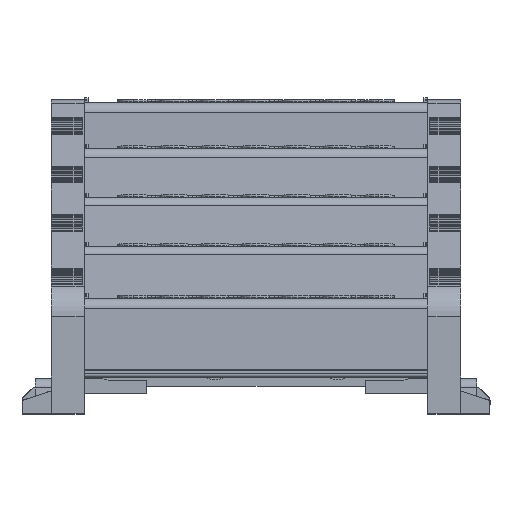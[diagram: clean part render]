
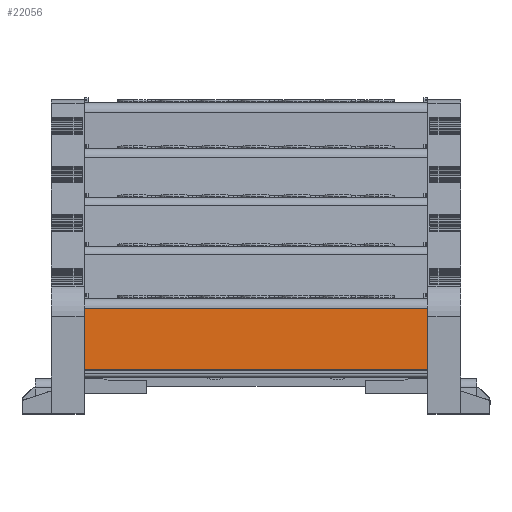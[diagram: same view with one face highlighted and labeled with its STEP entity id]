
A CAD part, top view. The second image highlights one B-rep face of the part: STEP entity #22056.
In plain terms, the highlighted planar face has unit normal (0, 0.018, 1).
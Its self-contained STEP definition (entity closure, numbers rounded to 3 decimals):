
#737 = VECTOR ( 'NONE', #55461, 1000. ) ;
#16910 = EDGE_CURVE ( 'NONE', #43143, #43106, #46279, .T. ) ;
#20988 = EDGE_CURVE ( 'NONE', #118500, #43143, #75871, .T. ) ;
#21057 = EDGE_CURVE ( 'NONE', #118340, #118500, #75909, .T. ) ;
#22056 = ADVANCED_FACE ( 'NONE', ( #140338 ), #140254, .T. ) ;
#23132 = EDGE_CURVE ( 'NONE', #43106, #118340, #55488, .T. ) ;
#24238 = ORIENTED_EDGE ( 'NONE', *, *, #23132, .T. ) ;
#24249 = ORIENTED_EDGE ( 'NONE', *, *, #21057, .T. ) ;
#24262 = ORIENTED_EDGE ( 'NONE', *, *, #20988, .T. ) ;
#24315 = ORIENTED_EDGE ( 'NONE', *, *, #16910, .T. ) ;
#43106 = VERTEX_POINT ( 'NONE', #128621 ) ;
#43143 = VERTEX_POINT ( 'NONE', #128786 ) ;
#45803 = EDGE_LOOP ( 'NONE', ( #24238, #24249, #24262, #24315 ) ) ;
#46214 = CARTESIAN_POINT ( 'NONE',  ( 43.669, 101.983, -275.09 ) ) ;
#46232 = DIRECTION ( 'NONE',  ( 1., 0., 0. ) ) ;
#46279 = LINE ( 'NONE', #46214, #50806 ) ;
#50806 = VECTOR ( 'NONE', #46232, 1000. ) ;
#55461 = DIRECTION ( 'NONE',  ( 0., 1., -0.017 ) ) ;
#55484 = CARTESIAN_POINT ( 'NONE',  ( 44.197, 113.509, -275.292 ) ) ;
#55488 = LINE ( 'NONE', #55484, #737 ) ;
#74729 = VECTOR ( 'NONE', #75891, 1000. ) ;
#74785 = VECTOR ( 'NONE', #75955, 1000. ) ;
#74858 = AXIS2_PLACEMENT_3D ( 'NONE', #140219, #140224, #140226 ) ;
#75871 = LINE ( 'NONE', #75898, #74729 ) ;
#75891 = DIRECTION ( 'NONE',  ( 0., -1., 0.017 ) ) ;
#75898 = CARTESIAN_POINT ( 'NONE',  ( -60.803, 113.509, -275.292 ) ) ;
#75909 = LINE ( 'NONE', #75988, #74785 ) ;
#75955 = DIRECTION ( 'NONE',  ( -1., 0., 0. ) ) ;
#75988 = CARTESIAN_POINT ( 'NONE',  ( 43.669, 121.872, -275.438 ) ) ;
#118340 = VERTEX_POINT ( 'NONE', #127388 ) ;
#118500 = VERTEX_POINT ( 'NONE', #128127 ) ;
#127388 = CARTESIAN_POINT ( 'NONE',  ( 44.197, 121.872, -275.438 ) ) ;
#128127 = CARTESIAN_POINT ( 'NONE',  ( -60.803, 121.872, -275.438 ) ) ;
#128621 = CARTESIAN_POINT ( 'NONE',  ( 44.197, 101.983, -275.09 ) ) ;
#128786 = CARTESIAN_POINT ( 'NONE',  ( -60.803, 101.983, -275.09 ) ) ;
#140219 = CARTESIAN_POINT ( 'NONE',  ( 43.669, 113.509, -275.292 ) ) ;
#140224 = DIRECTION ( 'NONE',  ( 0., 0.017, 1. ) ) ;
#140226 = DIRECTION ( 'NONE',  ( 0., -1., 0.017 ) ) ;
#140254 = PLANE ( 'NONE',  #74858 ) ;
#140338 = FACE_OUTER_BOUND ( 'NONE', #45803, .T. ) ;
